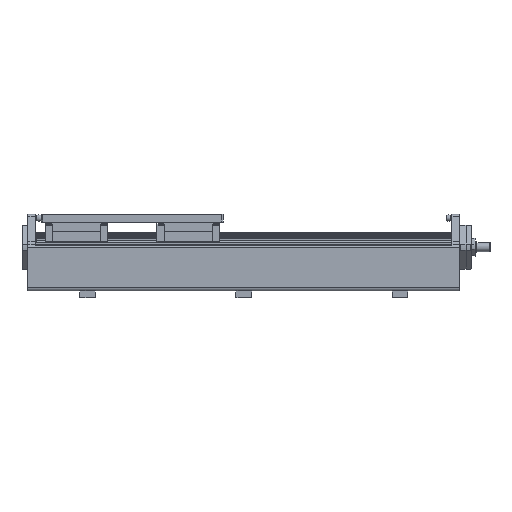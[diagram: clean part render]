
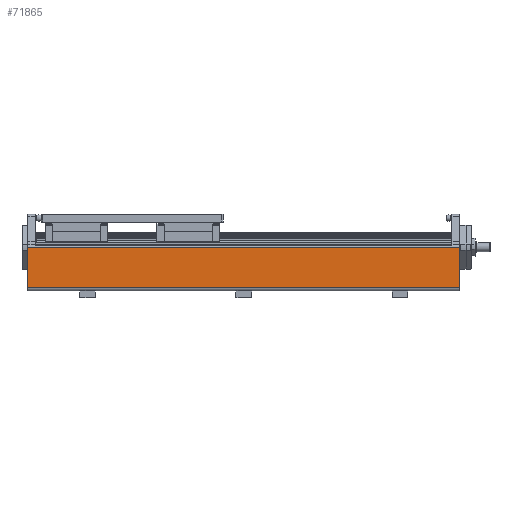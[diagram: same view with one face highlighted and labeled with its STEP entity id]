
A CAD part, left-side view. The second image highlights one B-rep face of the part: STEP entity #71865.
In plain terms, the highlighted planar face has unit normal (-1, 0, 0).
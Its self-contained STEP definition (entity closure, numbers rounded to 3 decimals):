
#57025=CARTESIAN_POINT('',(-252.5,185.,84.));
#57026=VERTEX_POINT('',#57025);
#57033=CARTESIAN_POINT('',(-252.5,185.,6.));
#57034=VERTEX_POINT('',#57033);
#57035=CARTESIAN_POINT('',(-252.5,185.,6.));
#57036=DIRECTION('',(0.0,0.0,1.0));
#57037=VECTOR('',#57036,78.0);
#57038=LINE('',#57035,#57037);
#57039=EDGE_CURVE('',#57034,#57026,#57038,.T.);
#59153=CARTESIAN_POINT('',(-252.5,1015.,84.));
#59154=VERTEX_POINT('',#59153);
#59270=CARTESIAN_POINT('',(-252.5,1015.,6.));
#59271=VERTEX_POINT('',#59270);
#59279=CARTESIAN_POINT('',(-252.5,1015.,84.));
#59280=DIRECTION('',(0.0,0.0,-1.0));
#59281=VECTOR('',#59280,78.);
#59282=LINE('',#59279,#59281);
#59283=EDGE_CURVE('',#59154,#59271,#59282,.T.);
#70361=CARTESIAN_POINT('',(-252.5,1015.,84.));
#70362=DIRECTION('',(0.0,-1.0,0.0));
#70363=VECTOR('',#70362,830.);
#70364=LINE('',#70361,#70363);
#70365=EDGE_CURVE('',#59154,#57026,#70364,.T.);
#71849=CARTESIAN_POINT('',(-252.5,1002.5,0.));
#71850=DIRECTION('',(-1.0,0.0,0.0));
#71851=DIRECTION('',(0.0,-1.0,0.0));
#71852=AXIS2_PLACEMENT_3D('',#71849,#71850,#71851);
#71853=PLANE('',#71852);
#71854=CARTESIAN_POINT('',(-252.5,185.,6.));
#71855=DIRECTION('',(0.0,1.0,0.0));
#71856=VECTOR('',#71855,830.);
#71857=LINE('',#71854,#71856);
#71858=EDGE_CURVE('',#57034,#59271,#71857,.T.);
#71859=ORIENTED_EDGE('',*,*,#71858,.F.);
#71860=ORIENTED_EDGE('',*,*,#57039,.T.);
#71861=ORIENTED_EDGE('',*,*,#70365,.F.);
#71862=ORIENTED_EDGE('',*,*,#59283,.T.);
#71863=EDGE_LOOP('',(#71859,#71860,#71861,#71862));
#71864=FACE_OUTER_BOUND('',#71863,.T.);
#71865=ADVANCED_FACE('',(#71864),#71853,.T.);
